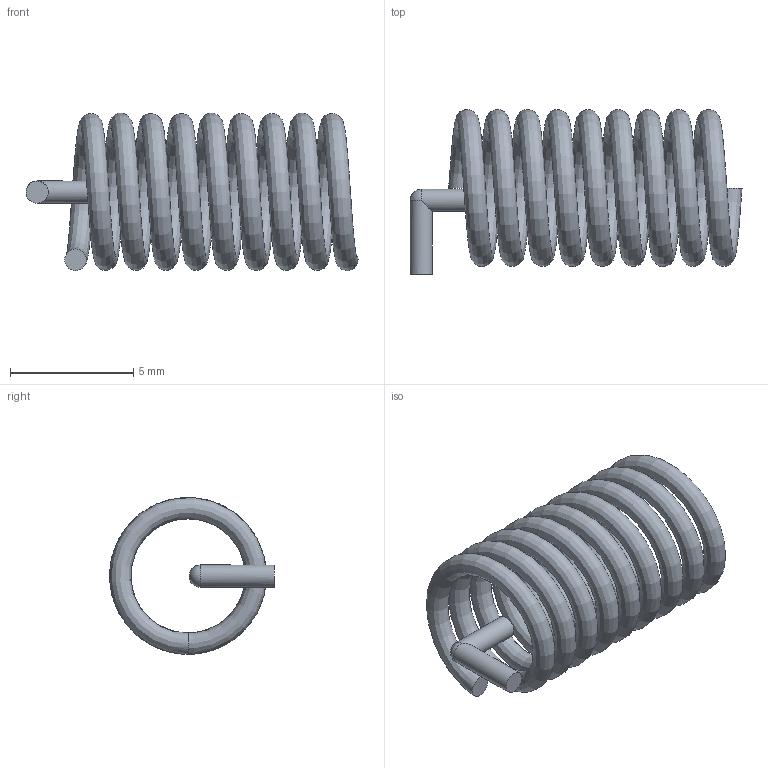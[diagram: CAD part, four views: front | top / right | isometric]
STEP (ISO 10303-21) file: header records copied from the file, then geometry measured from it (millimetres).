
FILE_DESCRIPTION(/* description */ (''),/* implementation_level */ '2;1');
FILE_NAME(/* name */ 'coil_antenna_horizon.step',/* time_stamp */ '2018-08-13T14:10:36-03:00',/* author */ (''),/* organization */ (''),/* preprocessor_version */ 'ST-DEVELOPER v17',/* originating_system */ 'Autodesk Translation Framework v7.1.0.215',/* authorisation */ '');
FILE_SCHEMA (('AUTOMOTIVE_DESIGN { 1 0 10303 214 3 1 1 }'));
Length unit declared in the file: millimetre
Products named in the file (1): (Unsaved)
Bounding box: 13.45 x 6.68 x 6.37 mm (x, y, z)
Volume: 98.1 mm3; surface area: 448.4 mm2
Topology: 2 solids, 2 shells, 8 faces, 15 edges, 9 vertices
Faces by surface type: plane 4, cylinder 2, sphere 1, bspline 1
Full cylindrical faces by diameter (mm): 0.9 x2
Entity records: 1496 total; most frequent: CARTESIAN_POINT 1305, DIRECTION 38, ORIENTED_EDGE 26, AXIS2_PLACEMENT_3D 18, EDGE_CURVE 13, VERTEX_POINT 9, FACE_OUTER_BOUND 8, EDGE_LOOP 8
